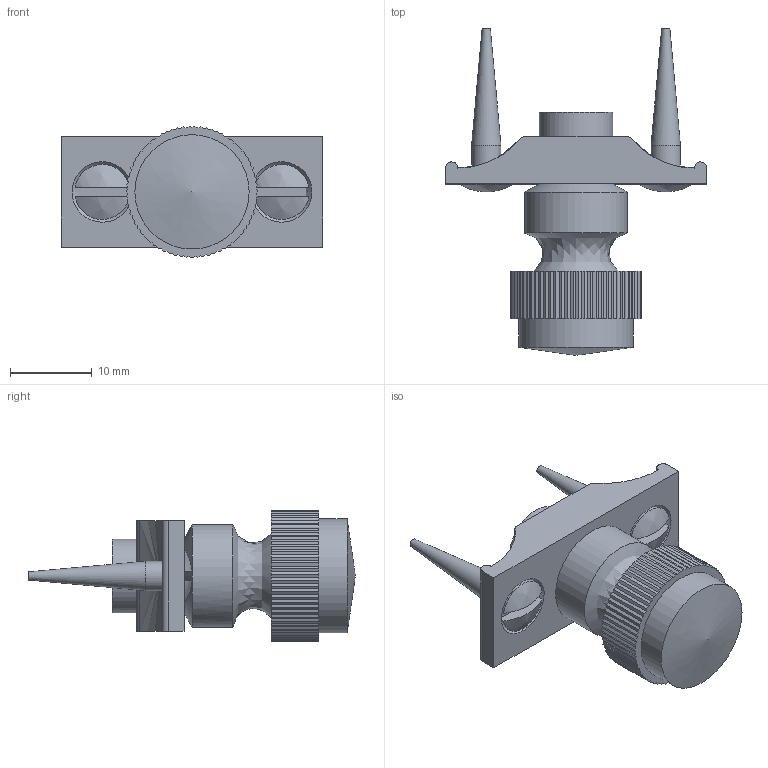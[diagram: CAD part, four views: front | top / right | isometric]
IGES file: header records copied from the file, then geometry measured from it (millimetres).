
Global section: file name: P268-B; native system: Autodesk Inventor 2018; preprocessor: unknown; author: ashami; date: 20180911.111258; units: millimetre
Bounding box: 32 x 40.05 x 16.09 mm (x, y, z)
Volume: 5039.1 mm3; surface area: 3306 mm2
Topology: 4 solids, 4 shells, 261 faces, 767 edges, 515 vertices
Faces by surface type: bspline 261
